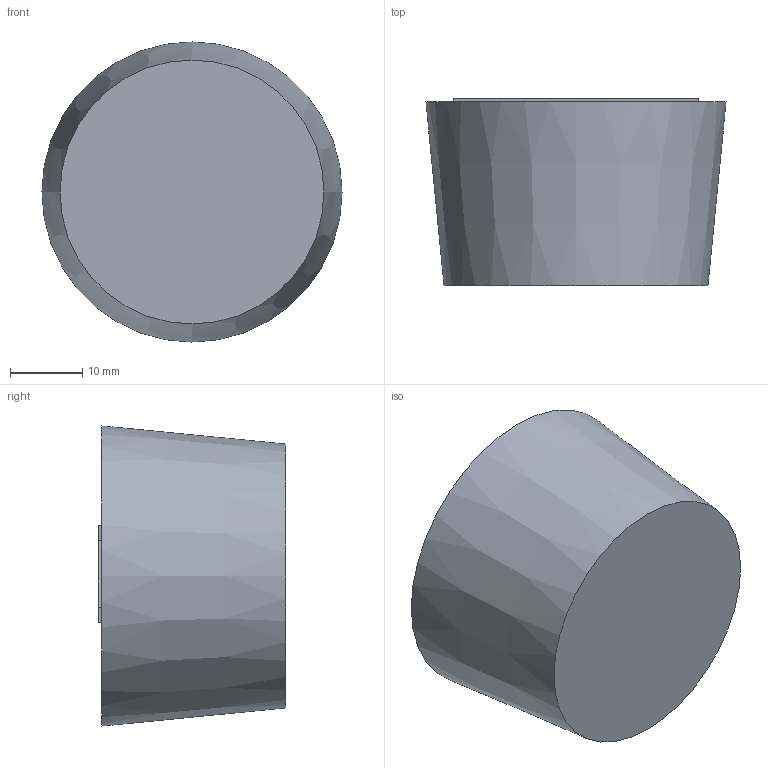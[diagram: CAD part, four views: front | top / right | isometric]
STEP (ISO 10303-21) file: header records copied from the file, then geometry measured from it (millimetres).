
FILE_DESCRIPTION(/* description */ (''),/* implementation_level */ '2;1');
FILE_NAME(/* name */ 'EPDM-Stopfen - M36 - L - WB-Steelplus GmbH-.stp',/* time_stamp */ '2022-11-07T14:36:53+01:00',/* author */ ('m.stukenborg'),/* organization */ (''),/* preprocessor_version */ 'ST-DEVELOPER v16.5',/* originating_system */ 'Autodesk Inventor 2017',/* authorisation */ '');
FILE_SCHEMA (('AUTOMOTIVE_DESIGN { 1 0 10303 214 3 1 1 }'));
Length unit declared in the file: millimetre
Products named in the file (1): EPDM-Stopfen - M36 - L - WB-Steelplus GmbH-
Bounding box: 41.5 x 25.9 x 41.5 mm (x, y, z)
Volume: 30525.6 mm3; surface area: 5639.4 mm2
Topology: 1 solids, 1 shells, 44 faces, 105 edges, 70 vertices
Faces by surface type: plane 39, bspline 4, cone 1
Entity records: 1416 total; most frequent: CARTESIAN_POINT 387, ORIENTED_EDGE 208, DIRECTION 180, EDGE_CURVE 104, LINE 94, VECTOR 94, VERTEX_POINT 70, EDGE_LOOP 52
